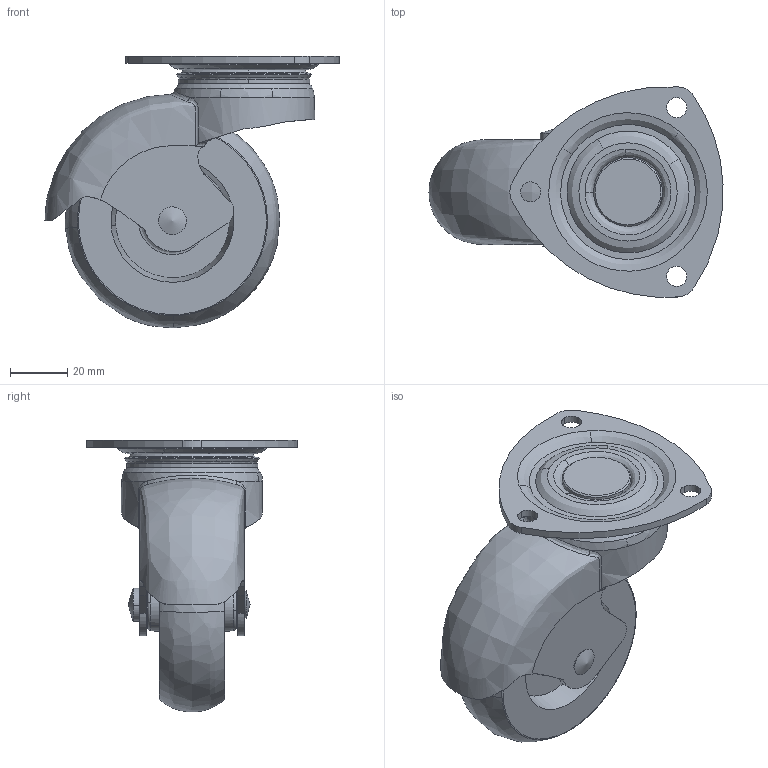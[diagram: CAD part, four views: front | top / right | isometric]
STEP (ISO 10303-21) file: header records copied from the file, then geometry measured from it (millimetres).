
FILE_DESCRIPTION((''),'2;1');
FILE_NAME('','2005-12-16T16:36:53',(''),(''),'','CADfix','');
FILE_SCHEMA(('AUTOMOTIVE_DESIGN'));
Length unit declared in the file: millimetre
Products named in the file (6): wheel; mounting plate; main shaft; body; axle; No_106G_N_B_9740_36
Assembly tree (5 placements, depth 2):
  No_106G_N_B_9740_36
    wheel
    mounting plate
    main shaft
    body
    axle
Bounding box: 102.68 x 73.39 x 94.95 mm (x, y, z)
Volume: 126993.9 mm3; surface area: 48108.9 mm2
Topology: 5 solids, 5 shells, 217 faces, 694 edges, 501 vertices
Faces by surface type: bspline 217
Entity records: 11044 total; most frequent: CARTESIAN_POINT 7246, ORIENTED_EDGE 1388, EDGE_CURVE 694, VERTEX_POINT 501, EDGE_LOOP 247, FACE_OUTER_BOUND 217, ADVANCED_FACE 217, QUASI_UNIFORM_CURVE 173
